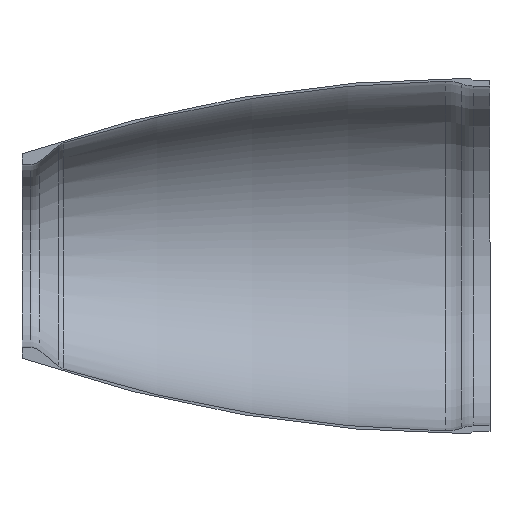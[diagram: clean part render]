
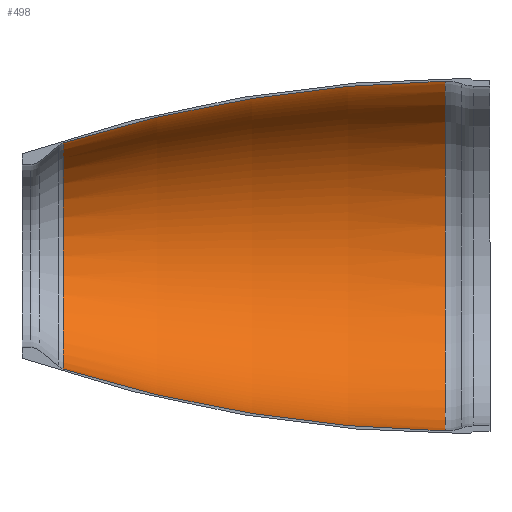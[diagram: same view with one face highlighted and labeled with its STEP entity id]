
A CAD part, top view. The second image highlights one B-rep face of the part: STEP entity #498.
In plain terms, the highlighted toroidal (fillet/blend) face has major radius 540.876 mm and minor radius 620.194 mm.
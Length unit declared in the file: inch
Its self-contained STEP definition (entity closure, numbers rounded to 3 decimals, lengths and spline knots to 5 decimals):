
#2 = DIRECTION ( 'NONE',  ( 1., 0., 0. ) ) ;
#10 = DIRECTION ( 'NONE',  ( 1., 0., 0. ) ) ;
#23 = CARTESIAN_POINT ( 'NONE',  ( -7.26174, -2.01793, 0. ) ) ;
#59 = VERTEX_POINT ( 'NONE', #71 ) ;
#71 = CARTESIAN_POINT ( 'NONE',  ( -0.455, 3.11852, 0. ) ) ;
#86 = AXIS2_PLACEMENT_3D ( 'NONE', #496, #270, #217 ) ;
#109 = CIRCLE ( 'NONE', #403, 3.11852 ) ;
#131 = EDGE_CURVE ( 'NONE', #166, #246, #372, .T. ) ;
#134 = CARTESIAN_POINT ( 'NONE',  ( -0.455, -3.11852, 0. ) ) ;
#144 = EDGE_CURVE ( 'NONE', #166, #153, #310, .T. ) ;
#153 = VERTEX_POINT ( 'NONE', #134 ) ;
#154 = DIRECTION ( 'NONE',  ( 1., 0., 0. ) ) ;
#166 = VERTEX_POINT ( 'NONE', #23 ) ;
#175 = EDGE_LOOP ( 'NONE', ( #367, #510, #490, #209 ) ) ;
#182 = TOROIDAL_SURFACE ( 'NONE', #330, -21.29432, 24.41708 ) ;
#209 = ORIENTED_EDGE ( 'NONE', *, *, #144, .T. ) ;
#213 = CARTESIAN_POINT ( 'NONE',  ( -7.26174, 2.01793, 0. ) ) ;
#217 = DIRECTION ( 'NONE',  ( 1., 0., 0. ) ) ;
#246 = VERTEX_POINT ( 'NONE', #213 ) ;
#256 = DIRECTION ( 'NONE',  ( 0., 1., 0. ) ) ;
#266 = DIRECTION ( 'NONE',  ( 0., 1., 0. ) ) ;
#270 = DIRECTION ( 'NONE',  ( 0., 0., 1. ) ) ;
#300 = CARTESIAN_POINT ( 'NONE',  ( 0., 0., 0. ) ) ;
#310 = CIRCLE ( 'NONE', #86, 24.41708 ) ;
#318 = DIRECTION ( 'NONE',  ( 0., 1., 0. ) ) ;
#330 = AXIS2_PLACEMENT_3D ( 'NONE', #300, #385, #266 ) ;
#359 = EDGE_CURVE ( 'NONE', #153, #59, #109, .T. ) ;
#367 = ORIENTED_EDGE ( 'NONE', *, *, #359, .T. ) ;
#368 = DIRECTION ( 'NONE',  ( 0., 0., -1. ) ) ;
#372 = CIRCLE ( 'NONE', #423, 2.01793 ) ;
#375 = CARTESIAN_POINT ( 'NONE',  ( -7.26174, 0., 0. ) ) ;
#385 = DIRECTION ( 'NONE',  ( 1., 0., 0. ) ) ;
#390 = FACE_OUTER_BOUND ( 'NONE', #175, .T. ) ;
#403 = AXIS2_PLACEMENT_3D ( 'NONE', #480, #2, #318 ) ;
#423 = AXIS2_PLACEMENT_3D ( 'NONE', #375, #10, #256 ) ;
#466 = CARTESIAN_POINT ( 'NONE',  ( 0., -21.29432, 0. ) ) ;
#469 = AXIS2_PLACEMENT_3D ( 'NONE', #466, #368, #154 ) ;
#479 = CIRCLE ( 'NONE', #469, 24.41708 ) ;
#480 = CARTESIAN_POINT ( 'NONE',  ( -0.455, 0., 0. ) ) ;
#490 = ORIENTED_EDGE ( 'NONE', *, *, #131, .F. ) ;
#496 = CARTESIAN_POINT ( 'NONE',  ( 0., 21.29432, 0. ) ) ;
#498 = ADVANCED_FACE ( 'NONE', ( #390 ), #182, .F. ) ;
#504 = EDGE_CURVE ( 'NONE', #246, #59, #479, .T. ) ;
#510 = ORIENTED_EDGE ( 'NONE', *, *, #504, .F. ) ;
